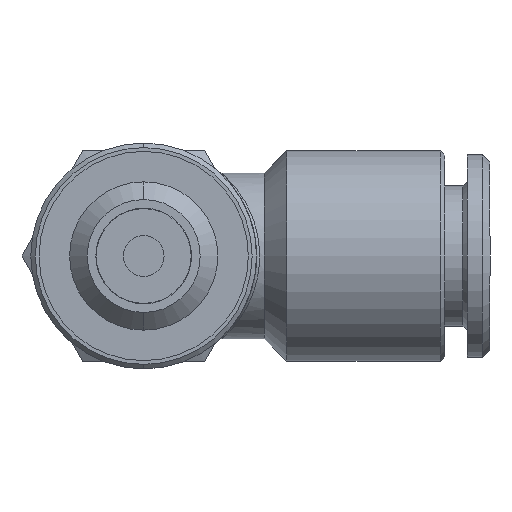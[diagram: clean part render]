
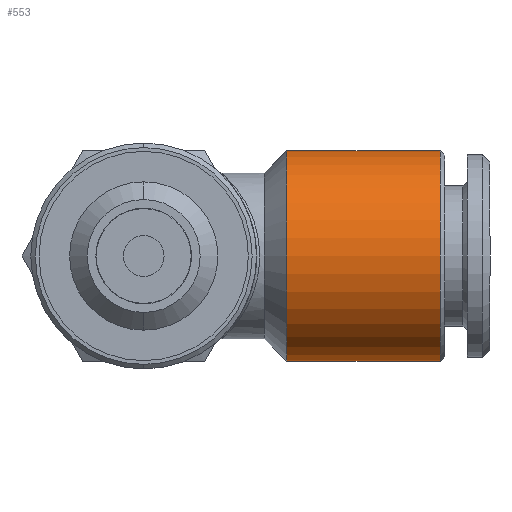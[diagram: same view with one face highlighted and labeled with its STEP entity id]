
A CAD part, front view. The second image highlights one B-rep face of the part: STEP entity #553.
In plain terms, the highlighted cylindrical face has radius 7 mm (diameter 14 mm), a partial arc.
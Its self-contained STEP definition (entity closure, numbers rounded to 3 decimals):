
#546 = ORIENTED_EDGE ( 'NONE', *, *, #554, .T. ) ;
#547 = ORIENTED_EDGE ( 'NONE', *, *, #2934, .T. ) ;
#549 = EDGE_LOOP ( 'NONE', ( #551, #546, #547, #559 ) ) ;
#551 = ORIENTED_EDGE ( 'NONE', *, *, #2876, .F. ) ;
#553 = ADVANCED_FACE ( 'NONE', ( #3272 ), #3271, .T. ) ;
#554 = EDGE_CURVE ( 'NONE', #2887, #2923, #3243, .T. ) ;
#558 = EDGE_CURVE ( 'NONE', #2929, #2907, #3176, .T. ) ;
#559 = ORIENTED_EDGE ( 'NONE', *, *, #558, .F. ) ;
#1680 = CARTESIAN_POINT ( 'NONE',  ( 19.7, 14.7, -7. ) ) ;
#1714 = DIRECTION ( 'NONE',  ( -1., 0., 0. ) ) ;
#1715 = VECTOR ( 'NONE', #1714, 1000. ) ;
#1716 = CARTESIAN_POINT ( 'NONE',  ( -5.577, 14.7, -7. ) ) ;
#1717 = LINE ( 'NONE', #1716, #1715 ) ;
#1796 = CARTESIAN_POINT ( 'NONE',  ( 9.5, 14.7, 7. ) ) ;
#1830 = DIRECTION ( 'NONE',  ( -1., 0., 0. ) ) ;
#1831 = VECTOR ( 'NONE', #1830, 1000. ) ;
#1832 = CARTESIAN_POINT ( 'NONE',  ( -5.577, 14.7, 7. ) ) ;
#1833 = LINE ( 'NONE', #1832, #1831 ) ;
#1899 = CARTESIAN_POINT ( 'NONE',  ( 9.5, 14.7, -7. ) ) ;
#1909 = CARTESIAN_POINT ( 'NONE',  ( 19.7, 14.7, 7. ) ) ;
#2876 = EDGE_CURVE ( 'NONE', #2887, #2929, #1717, .T. ) ;
#2887 = VERTEX_POINT ( 'NONE', #1680 ) ;
#2907 = VERTEX_POINT ( 'NONE', #1796 ) ;
#2923 = VERTEX_POINT ( 'NONE', #1909 ) ;
#2929 = VERTEX_POINT ( 'NONE', #1899 ) ;
#2934 = EDGE_CURVE ( 'NONE', #2923, #2907, #1833, .T. ) ;
#3148 = CARTESIAN_POINT ( 'NONE',  ( -5.577, 14.7, 0. ) ) ;
#3168 = CARTESIAN_POINT ( 'NONE',  ( 19.7, 14.7, 0. ) ) ;
#3169 = DIRECTION ( 'NONE',  ( 0., 0., 1. ) ) ;
#3170 = AXIS2_PLACEMENT_3D ( 'NONE', #3148, #3223, #3169 ) ;
#3171 = DIRECTION ( 'NONE',  ( 0., 0., 1. ) ) ;
#3176 = CIRCLE ( 'NONE', #3216, 7. ) ;
#3177 = DIRECTION ( 'NONE',  ( -1., 0., 0. ) ) ;
#3178 = CARTESIAN_POINT ( 'NONE',  ( 9.5, 14.7, 0. ) ) ;
#3216 = AXIS2_PLACEMENT_3D ( 'NONE', #3178, #3177, #3249 ) ;
#3223 = DIRECTION ( 'NONE',  ( -1., 0., 0. ) ) ;
#3241 = DIRECTION ( 'NONE',  ( -1., 0., 0. ) ) ;
#3242 = AXIS2_PLACEMENT_3D ( 'NONE', #3168, #3241, #3171 ) ;
#3243 = CIRCLE ( 'NONE', #3242, 7. ) ;
#3249 = DIRECTION ( 'NONE',  ( 0., 0., 1. ) ) ;
#3271 = CYLINDRICAL_SURFACE ( 'NONE', #3170, 7. ) ;
#3272 = FACE_OUTER_BOUND ( 'NONE', #549, .T. ) ;
